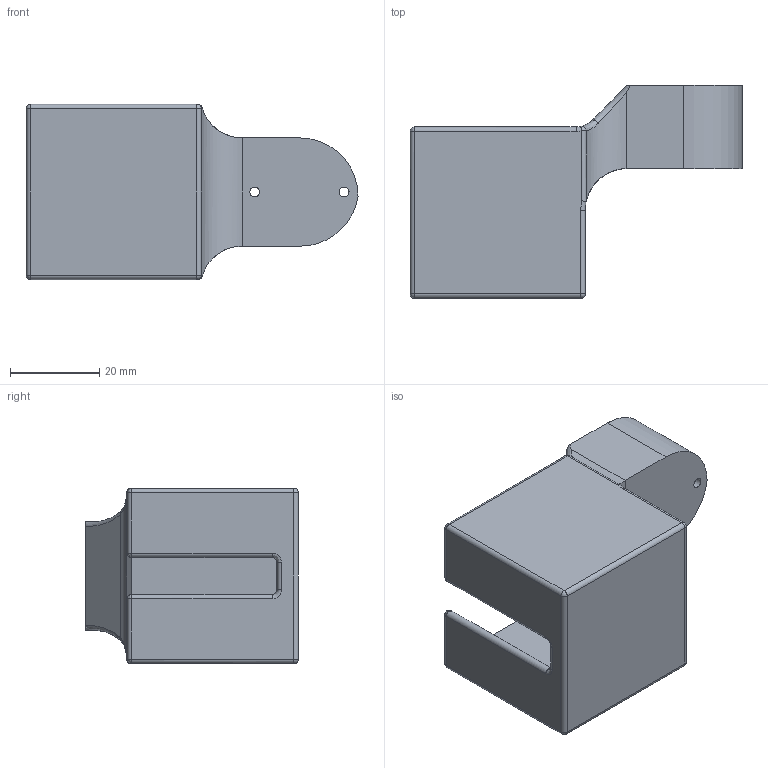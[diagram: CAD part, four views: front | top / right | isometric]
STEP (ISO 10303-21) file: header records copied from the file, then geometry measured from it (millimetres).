
FILE_DESCRIPTION(/* description */ (''),/* implementation_level */ '2;1');
FILE_NAME(/* name */ 'StepperSlipRingMount v7.step',/* time_stamp */ '2019-06-20T20:22:45-07:00',/* author */ (''),/* organization */ (''),/* preprocessor_version */ 'ST-DEVELOPER v18',/* originating_system */ 'Autodesk Translation Framework v8.2.0.1029',/* authorisation */ '');
FILE_SCHEMA (('AUTOMOTIVE_DESIGN { 1 0 10303 214 3 1 1 }'));
Length unit declared in the file: millimetre
Products named in the file (1): StepperSlipRingMount
Bounding box: 74.25 x 47.6 x 39.2 mm (x, y, z)
Volume: 21074.7 mm3; surface area: 17363.3 mm2
Topology: 1 solids, 1 shells, 81 faces, 193 edges, 107 vertices
Faces by surface type: cylinder 30, plane 24, bspline 12, torus 6, sphere 6, cone 3
Full cylindrical faces by diameter (mm): 2.2 x2, 22.2 x1
Entity records: 3082 total; most frequent: CARTESIAN_POINT 1265, ORIENTED_EDGE 374, DIRECTION 368, EDGE_CURVE 187, AXIS2_PLACEMENT_3D 145, VERTEX_POINT 107, EDGE_LOOP 84, FACE_OUTER_BOUND 81
